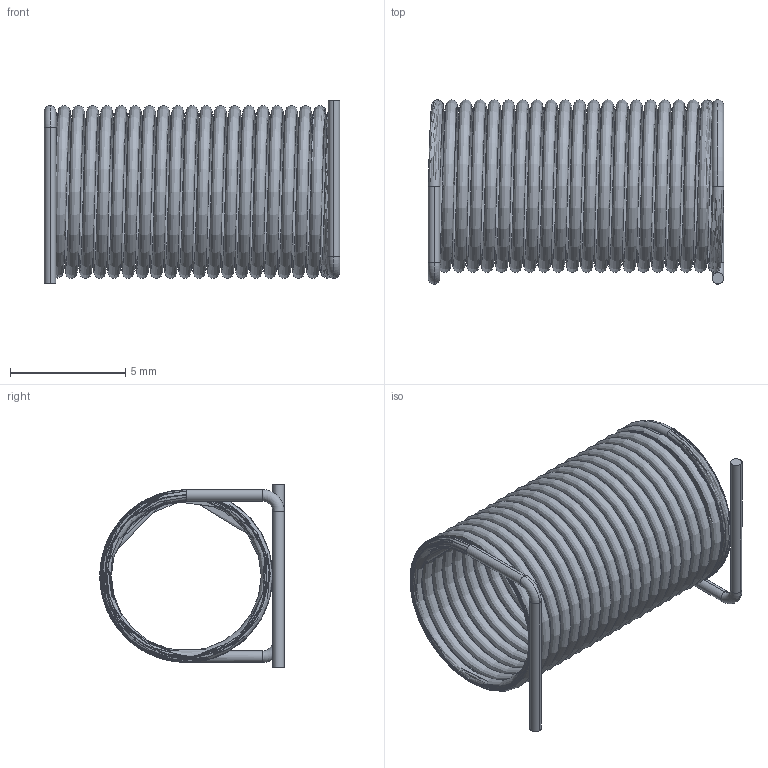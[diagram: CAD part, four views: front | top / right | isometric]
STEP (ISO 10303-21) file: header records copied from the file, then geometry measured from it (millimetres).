
FILE_DESCRIPTION (( 'STEP AP214' ), '1' );
FILE_NAME ('User Library-2929SQ-391GEB.STEP', '2020-09-24T17:56:44', ( '' ), ( '' ), 'SwSTEP 2.0', 'SolidWorks 2020', '' );
FILE_SCHEMA (( 'AUTOMOTIVE_DESIGN' ));
Length unit declared in the file: millimetre
Products named in the file (1): User Library-2929SQ-391GEB
Bounding box: 12.82 x 8 x 7.98 mm (x, y, z)
Volume: 95 mm3; surface area: 737.6 mm2
Topology: 1 solids, 1 shells, 18 faces, 44 edges, 26 vertices
Faces by surface type: cylinder 8, torus 6, bspline 2, plane 2
Entity records: 4642 total; most frequent: CARTESIAN_POINT 4027, DIRECTION 100, ORIENTED_EDGE 88, AXIS2_PLACEMENT_3D 46, EDGE_CURVE 44, CIRCLE 29, VERTEX_POINT 26, ADVANCED_FACE 18
